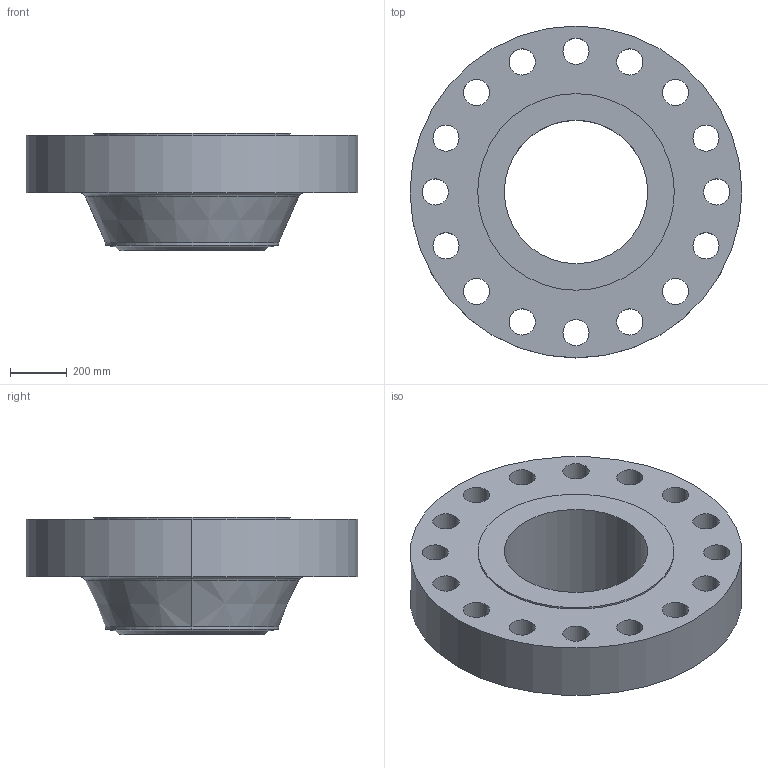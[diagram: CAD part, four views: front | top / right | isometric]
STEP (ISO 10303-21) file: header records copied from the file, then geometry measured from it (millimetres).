
FILE_DESCRIPTION (( 'STEP AP203' ), '1' );
FILE_NAME ('24_1500_B165_RF_WNF_OB_S140.STEP', '2024-01-17T21:34:28', ( '' ), ( '' ), 'SwSTEP 2.0', 'SolidWorks 2023', '' );
FILE_SCHEMA (( 'CONFIG_CONTROL_DESIGN' ));
Length unit declared in the file: inch
Products named in the file (1): 24_1500_B165_RF_WNF_OB_S140
Bounding box: 1168.4 x 1168.4 x 412.75 mm (x, y, z)
Volume: 188112880.7 mm3; surface area: 4151554.5 mm2
Topology: 1 solids, 1 shells, 52 faces, 136 edges, 88 vertices
Faces by surface type: cylinder 40, cone 6, plane 4, torus 2
Entity records: 1793 total; most frequent: DIRECTION 332, CARTESIAN_POINT 277, ORIENTED_EDGE 272, AXIS2_PLACEMENT_3D 143, EDGE_CURVE 136, CIRCLE 90, VERTEX_POINT 88, EDGE_LOOP 88
